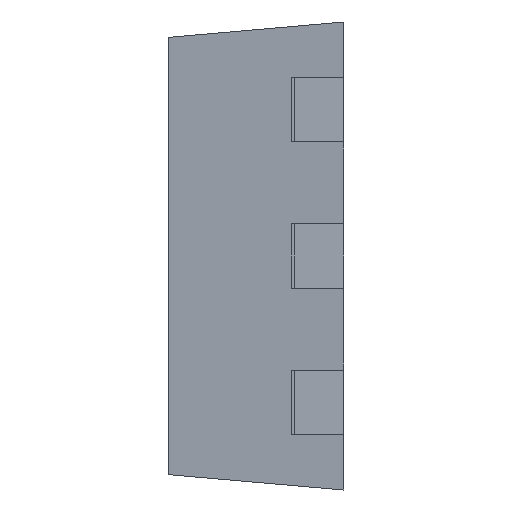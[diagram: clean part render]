
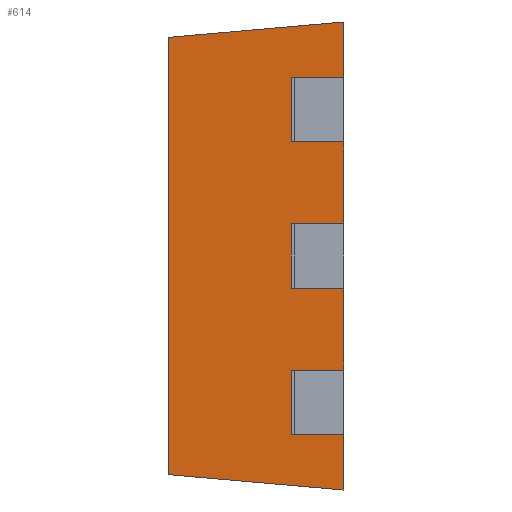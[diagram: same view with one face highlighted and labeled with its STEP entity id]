
A CAD part, left-side view. The second image highlights one B-rep face of the part: STEP entity #614.
In plain terms, the highlighted planar face has unit normal (-0.996, 0.087, 0).
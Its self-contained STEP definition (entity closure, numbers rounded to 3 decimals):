
#2 = VECTOR ( 'NONE', #642, 1000. ) ;
#8 = DIRECTION ( 'NONE',  ( 0.087, 0.996, 0. ) ) ;
#30 = VERTEX_POINT ( 'NONE', #511 ) ;
#57 = EDGE_CURVE ( 'NONE', #471, #699, #728, .T. ) ;
#60 = DIRECTION ( 'NONE',  ( 0., 0., 1. ) ) ;
#69 = EDGE_CURVE ( 'NONE', #1099, #30, #539, .T. ) ;
#93 = VERTEX_POINT ( 'NONE', #961 ) ;
#96 = DIRECTION ( 'NONE',  ( -0.087, -0.992, 0.087 ) ) ;
#101 = CARTESIAN_POINT ( 'NONE',  ( -0.548, 0.6, -0.748 ) ) ;
#104 = ORIENTED_EDGE ( 'NONE', *, *, #57, .F. ) ;
#108 = CARTESIAN_POINT ( 'NONE',  ( -0.6, 0., 0.8 ) ) ;
#131 = LINE ( 'NONE', #401, #1393 ) ;
#140 = DIRECTION ( 'NONE',  ( 0., 0., 1. ) ) ;
#151 = LINE ( 'NONE', #1323, #770 ) ;
#199 = VECTOR ( 'NONE', #1519, 1000. ) ;
#205 = CARTESIAN_POINT ( 'NONE',  ( -0.6, 0., 0.8 ) ) ;
#211 = DIRECTION ( 'NONE',  ( 0., 0., 1. ) ) ;
#222 = VECTOR ( 'NONE', #1573, 1000. ) ;
#247 = DIRECTION ( 'NONE',  ( 0., 0., 1. ) ) ;
#262 = VERTEX_POINT ( 'NONE', #615 ) ;
#276 = CARTESIAN_POINT ( 'NONE',  ( -0.584, 0.18, 0.8 ) ) ;
#339 = ORIENTED_EDGE ( 'NONE', *, *, #69, .T. ) ;
#342 = EDGE_CURVE ( 'NONE', #1221, #262, #1533, .T. ) ;
#376 = VERTEX_POINT ( 'NONE', #899 ) ;
#391 = ORIENTED_EDGE ( 'NONE', *, *, #1612, .T. ) ;
#401 = CARTESIAN_POINT ( 'NONE',  ( -0.6, 0., -0.11 ) ) ;
#425 = ORIENTED_EDGE ( 'NONE', *, *, #342, .T. ) ;
#463 = CARTESIAN_POINT ( 'NONE',  ( -0.584, 0.18, -0.61 ) ) ;
#471 = VERTEX_POINT ( 'NONE', #1093 ) ;
#472 = EDGE_CURVE ( 'NONE', #816, #1099, #1215, .T. ) ;
#478 = CARTESIAN_POINT ( 'NONE',  ( -0.6, 0., -0.39 ) ) ;
#483 = EDGE_CURVE ( 'NONE', #1383, #1590, #1261, .T. ) ;
#484 = VECTOR ( 'NONE', #211, 1000. ) ;
#507 = CARTESIAN_POINT ( 'NONE',  ( -0.6, 0., -0.39 ) ) ;
#511 = CARTESIAN_POINT ( 'NONE',  ( -0.584, 0.18, 0.39 ) ) ;
#522 = CARTESIAN_POINT ( 'NONE',  ( -0.6, 0., 0.8 ) ) ;
#539 = LINE ( 'NONE', #563, #1746 ) ;
#542 = CARTESIAN_POINT ( 'NONE',  ( -0.6, 0., 0.8 ) ) ;
#553 = DIRECTION ( 'NONE',  ( 0., 0., 1. ) ) ;
#563 = CARTESIAN_POINT ( 'NONE',  ( -0.6, 0., 0.39 ) ) ;
#570 = AXIS2_PLACEMENT_3D ( 'NONE', #205, #771, #1798 ) ;
#614 = ADVANCED_FACE ( 'NONE', ( #975 ), #1196, .T. ) ;
#615 = CARTESIAN_POINT ( 'NONE',  ( -0.584, 0.18, -0.39 ) ) ;
#631 = VERTEX_POINT ( 'NONE', #101 ) ;
#642 = DIRECTION ( 'NONE',  ( 0., 0., 1. ) ) ;
#664 = CARTESIAN_POINT ( 'NONE',  ( -0.6, 0., 0.61 ) ) ;
#682 = ORIENTED_EDGE ( 'NONE', *, *, #1084, .T. ) ;
#699 = VERTEX_POINT ( 'NONE', #1828 ) ;
#700 = CARTESIAN_POINT ( 'NONE',  ( -0.6, 0., 0.11 ) ) ;
#704 = LINE ( 'NONE', #542, #973 ) ;
#709 = CARTESIAN_POINT ( 'NONE',  ( -0.6, 0., -0.61 ) ) ;
#720 = EDGE_CURVE ( 'NONE', #1049, #820, #934, .T. ) ;
#725 = VECTOR ( 'NONE', #140, 1000. ) ;
#728 = LINE ( 'NONE', #108, #960 ) ;
#740 = DIRECTION ( 'NONE',  ( -0.087, -0.992, -0.087 ) ) ;
#757 = ORIENTED_EDGE ( 'NONE', *, *, #472, .T. ) ;
#761 = CARTESIAN_POINT ( 'NONE',  ( -0.584, 0.18, 0.8 ) ) ;
#770 = VECTOR ( 'NONE', #740, 1000. ) ;
#771 = DIRECTION ( 'NONE',  ( -0.996, 0.087, 0. ) ) ;
#792 = ORIENTED_EDGE ( 'NONE', *, *, #996, .T. ) ;
#800 = VECTOR ( 'NONE', #247, 1000. ) ;
#810 = DIRECTION ( 'NONE',  ( -0.087, -0.996, 0. ) ) ;
#816 = VERTEX_POINT ( 'NONE', #700 ) ;
#820 = VERTEX_POINT ( 'NONE', #709 ) ;
#822 = CARTESIAN_POINT ( 'NONE',  ( -0.6, 0., -0.8 ) ) ;
#837 = DIRECTION ( 'NONE',  ( 0., 0., 1. ) ) ;
#849 = LINE ( 'NONE', #276, #725 ) ;
#867 = LINE ( 'NONE', #664, #1169 ) ;
#871 = VERTEX_POINT ( 'NONE', #1438 ) ;
#892 = LINE ( 'NONE', #1668, #1216 ) ;
#899 = CARTESIAN_POINT ( 'NONE',  ( -0.584, 0.18, 0.61 ) ) ;
#903 = ORIENTED_EDGE ( 'NONE', *, *, #921, .T. ) ;
#921 = EDGE_CURVE ( 'NONE', #1377, #871, #892, .T. ) ;
#934 = LINE ( 'NONE', #1396, #1420 ) ;
#959 = CARTESIAN_POINT ( 'NONE',  ( -0.584, 0.18, -0.11 ) ) ;
#960 = VECTOR ( 'NONE', #96, 1000. ) ;
#961 = CARTESIAN_POINT ( 'NONE',  ( -0.6, 0., 0.61 ) ) ;
#973 = VECTOR ( 'NONE', #553, 1000. ) ;
#975 = FACE_OUTER_BOUND ( 'NONE', #983, .T. ) ;
#983 = EDGE_LOOP ( 'NONE', ( #682, #1298, #1499, #104, #1025, #1426, #1156, #1749, #425, #391, #1074, #1747, #903, #792, #757, #339 ) ) ;
#995 = LINE ( 'NONE', #1722, #222 ) ;
#996 = EDGE_CURVE ( 'NONE', #871, #816, #995, .T. ) ;
#1025 = ORIENTED_EDGE ( 'NONE', *, *, #1413, .F. ) ;
#1031 = DIRECTION ( 'NONE',  ( 0.087, 0.996, 0. ) ) ;
#1049 = VERTEX_POINT ( 'NONE', #822 ) ;
#1074 = ORIENTED_EDGE ( 'NONE', *, *, #483, .T. ) ;
#1084 = EDGE_CURVE ( 'NONE', #30, #376, #849, .T. ) ;
#1093 = CARTESIAN_POINT ( 'NONE',  ( -0.548, 0.6, 0.748 ) ) ;
#1099 = VERTEX_POINT ( 'NONE', #1576 ) ;
#1109 = EDGE_CURVE ( 'NONE', #1590, #1377, #131, .T. ) ;
#1156 = ORIENTED_EDGE ( 'NONE', *, *, #720, .T. ) ;
#1169 = VECTOR ( 'NONE', #810, 1000. ) ;
#1196 = PLANE ( 'NONE',  #570 ) ;
#1209 = LINE ( 'NONE', #1602, #1552 ) ;
#1215 = LINE ( 'NONE', #522, #199 ) ;
#1216 = VECTOR ( 'NONE', #60, 1000. ) ;
#1221 = VERTEX_POINT ( 'NONE', #463 ) ;
#1232 = EDGE_CURVE ( 'NONE', #631, #1049, #151, .T. ) ;
#1261 = LINE ( 'NONE', #1830, #2 ) ;
#1298 = ORIENTED_EDGE ( 'NONE', *, *, #1586, .T. ) ;
#1323 = CARTESIAN_POINT ( 'NONE',  ( -0.588, 0.138, -0.788 ) ) ;
#1369 = CARTESIAN_POINT ( 'NONE',  ( -0.6, 0., -0.11 ) ) ;
#1377 = VERTEX_POINT ( 'NONE', #959 ) ;
#1382 = CARTESIAN_POINT ( 'NONE',  ( -0.548, 0.6, 0. ) ) ;
#1383 = VERTEX_POINT ( 'NONE', #478 ) ;
#1393 = VECTOR ( 'NONE', #8, 1000. ) ;
#1396 = CARTESIAN_POINT ( 'NONE',  ( -0.6, 0., 0.8 ) ) ;
#1413 = EDGE_CURVE ( 'NONE', #631, #471, #1784, .T. ) ;
#1420 = VECTOR ( 'NONE', #837, 1000. ) ;
#1426 = ORIENTED_EDGE ( 'NONE', *, *, #1232, .T. ) ;
#1438 = CARTESIAN_POINT ( 'NONE',  ( -0.584, 0.18, 0.11 ) ) ;
#1499 = ORIENTED_EDGE ( 'NONE', *, *, #1715, .T. ) ;
#1519 = DIRECTION ( 'NONE',  ( 0., 0., 1. ) ) ;
#1533 = LINE ( 'NONE', #761, #484 ) ;
#1552 = VECTOR ( 'NONE', #1031, 1000. ) ;
#1573 = DIRECTION ( 'NONE',  ( -0.087, -0.996, 0. ) ) ;
#1576 = CARTESIAN_POINT ( 'NONE',  ( -0.6, 0., 0.39 ) ) ;
#1586 = EDGE_CURVE ( 'NONE', #376, #93, #867, .T. ) ;
#1590 = VERTEX_POINT ( 'NONE', #1369 ) ;
#1597 = LINE ( 'NONE', #507, #1870 ) ;
#1602 = CARTESIAN_POINT ( 'NONE',  ( -0.6, 0., -0.61 ) ) ;
#1612 = EDGE_CURVE ( 'NONE', #262, #1383, #1597, .T. ) ;
#1668 = CARTESIAN_POINT ( 'NONE',  ( -0.584, 0.18, 0.8 ) ) ;
#1676 = DIRECTION ( 'NONE',  ( -0.087, -0.996, 0. ) ) ;
#1715 = EDGE_CURVE ( 'NONE', #93, #699, #704, .T. ) ;
#1722 = CARTESIAN_POINT ( 'NONE',  ( -0.6, 0., 0.11 ) ) ;
#1746 = VECTOR ( 'NONE', #1869, 1000. ) ;
#1747 = ORIENTED_EDGE ( 'NONE', *, *, #1109, .T. ) ;
#1749 = ORIENTED_EDGE ( 'NONE', *, *, #1842, .T. ) ;
#1784 = LINE ( 'NONE', #1382, #800 ) ;
#1798 = DIRECTION ( 'NONE',  ( -0.087, -0.996, 0. ) ) ;
#1828 = CARTESIAN_POINT ( 'NONE',  ( -0.6, 0., 0.8 ) ) ;
#1830 = CARTESIAN_POINT ( 'NONE',  ( -0.6, 0., 0.8 ) ) ;
#1842 = EDGE_CURVE ( 'NONE', #820, #1221, #1209, .T. ) ;
#1869 = DIRECTION ( 'NONE',  ( 0.087, 0.996, 0. ) ) ;
#1870 = VECTOR ( 'NONE', #1676, 1000. ) ;
